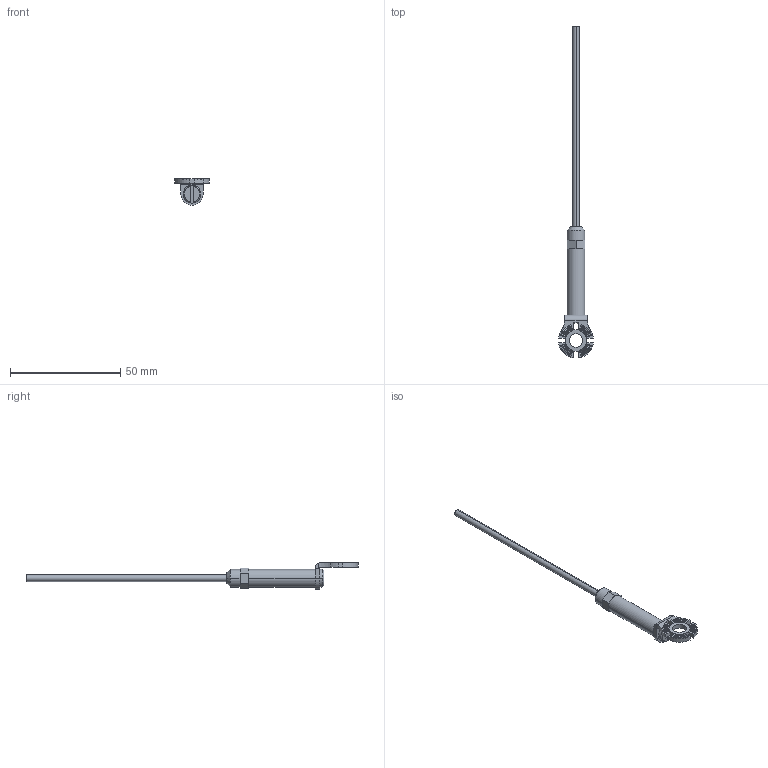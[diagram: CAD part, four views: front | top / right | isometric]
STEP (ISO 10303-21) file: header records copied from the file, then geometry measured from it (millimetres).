
FILE_DESCRIPTION(('STEP AP242'),'1');
FILE_NAME('zcky91.stp','2021-06-02T16:36:04',('TraceParts'),('TraceParts S.A.'),'Spatial InterOp 3D',' ',' ');
FILE_SCHEMA(('AP242_MANAGED_MODEL_BASED_3D_ENGINEERING_MIM_LF {1 0 10303 442 1 1 4}'));
Length unit declared in the file: millimetre
Products named in the file (1): zcky91_1
Bounding box: 15.85 x 150.42 x 12 mm (x, y, z)
Volume: 3816.5 mm3; surface area: 3852.6 mm2
Topology: 5 solids, 5 shells, 267 faces, 607 edges, 398 vertices
Faces by surface type: plane 225, cylinder 32, cone 10
Entity records: 7448 total; most frequent: CARTESIAN_POINT 1307, DIRECTION 1227, ORIENTED_EDGE 1214, EDGE_CURVE 607, LINE 519, VECTOR 519, VERTEX_POINT 398, AXIS2_PLACEMENT_3D 354
